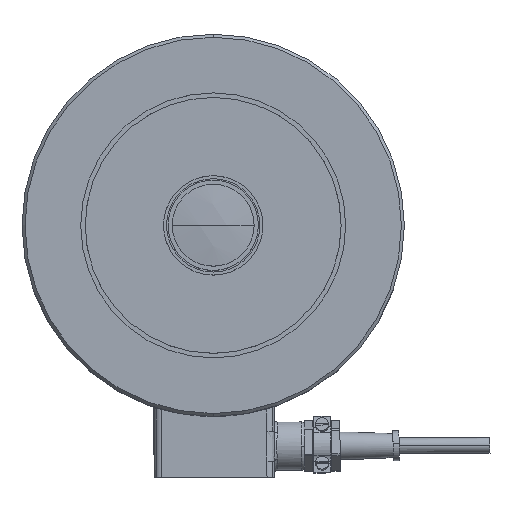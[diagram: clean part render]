
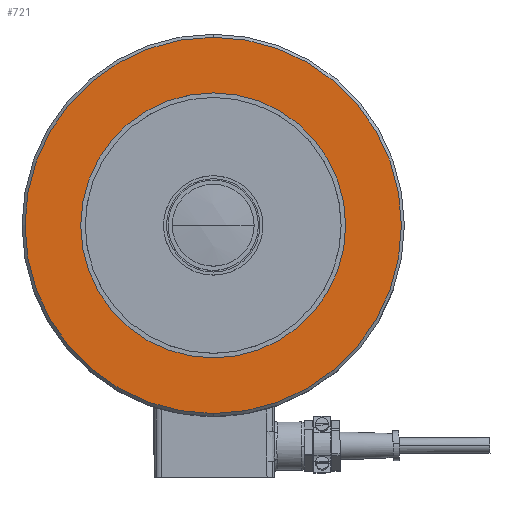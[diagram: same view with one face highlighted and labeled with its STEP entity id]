
A CAD part, top view. The second image highlights one B-rep face of the part: STEP entity #721.
In plain terms, the highlighted planar face has unit normal (0, 0, 1).
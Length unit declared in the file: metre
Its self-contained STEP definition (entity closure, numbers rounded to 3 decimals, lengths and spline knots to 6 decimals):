
#721=ADVANCED_FACE('0:428',(#1501,#1502),#1503,.T.);
#1501=FACE_OUTER_BOUND('',#2553,.T.);
#1502=FACE_BOUND('',#2554,.T.);
#1503=PLANE('',#2555);
#2553=EDGE_LOOP('',(#4857,#4858));
#2554=EDGE_LOOP('',(#4859,#4860));
#2555=AXIS2_PLACEMENT_3D('',#4861,#4862,#4863);
#4857=ORIENTED_EDGE('',*,*,#5856,.T.);
#4858=ORIENTED_EDGE('',*,*,#5205,.T.);
#4859=ORIENTED_EDGE('',*,*,#5734,.F.);
#4860=ORIENTED_EDGE('',*,*,#5658,.F.);
#4861=CARTESIAN_POINT('',(0.113888,0.04679,0.012402));
#4862=DIRECTION('',(0.,0.,1.0));
#4863=DIRECTION('',(-1.,-0.004,0.));
#5205=EDGE_CURVE('',#6228,#6233,#6235,.T.);
#5658=EDGE_CURVE('',#7005,#7007,#7008,.T.);
#5734=EDGE_CURVE('0:1757',#7007,#7005,#7115,.T.);
#5856=EDGE_CURVE('0:1751',#6233,#6228,#7273,.T.);
#6228=VERTEX_POINT('',#7761);
#6233=VERTEX_POINT('',#7767);
#6235=CIRCLE('',#7770,0.0625);
#7005=VERTEX_POINT('',#9147);
#7007=VERTEX_POINT('',#9150);
#7008=CIRCLE('',#9151,0.044005);
#7115=CIRCLE('',#9391,0.044005);
#7273=CIRCLE('',#9633,0.0625);
#7761=CARTESIAN_POINT('',(0.113888,0.037542,0.012402));
#7767=CARTESIAN_POINT('',(0.113896,0.162542,0.012402));
#7770=AXIS2_PLACEMENT_3D('',#10098,#10099,#10100);
#9147=CARTESIAN_POINT('',(0.113889,0.056038,0.012402));
#9150=CARTESIAN_POINT('',(0.113895,0.144047,0.012402));
#9151=AXIS2_PLACEMENT_3D('',#10666,#10667,#10668);
#9391=AXIS2_PLACEMENT_3D('',#10770,#10771,#10772);
#9633=AXIS2_PLACEMENT_3D('',#10910,#10911,#10912);
#10098=CARTESIAN_POINT('',(0.113892,0.100042,0.012402));
#10099=DIRECTION('',(0.,0.,1.0));
#10100=DIRECTION('',(0.,-1.,0.));
#10666=CARTESIAN_POINT('',(0.113892,0.100042,0.012402));
#10667=DIRECTION('',(0.,0.,1.0));
#10668=DIRECTION('',(0.,-1.,0.));
#10770=CARTESIAN_POINT('',(0.113892,0.100042,0.012402));
#10771=DIRECTION('',(0.,0.,1.0));
#10772=DIRECTION('',(0.,-1.,0.));
#10910=CARTESIAN_POINT('',(0.113892,0.100042,0.012402));
#10911=DIRECTION('',(0.,0.,1.0));
#10912=DIRECTION('',(0.,-1.,0.));
